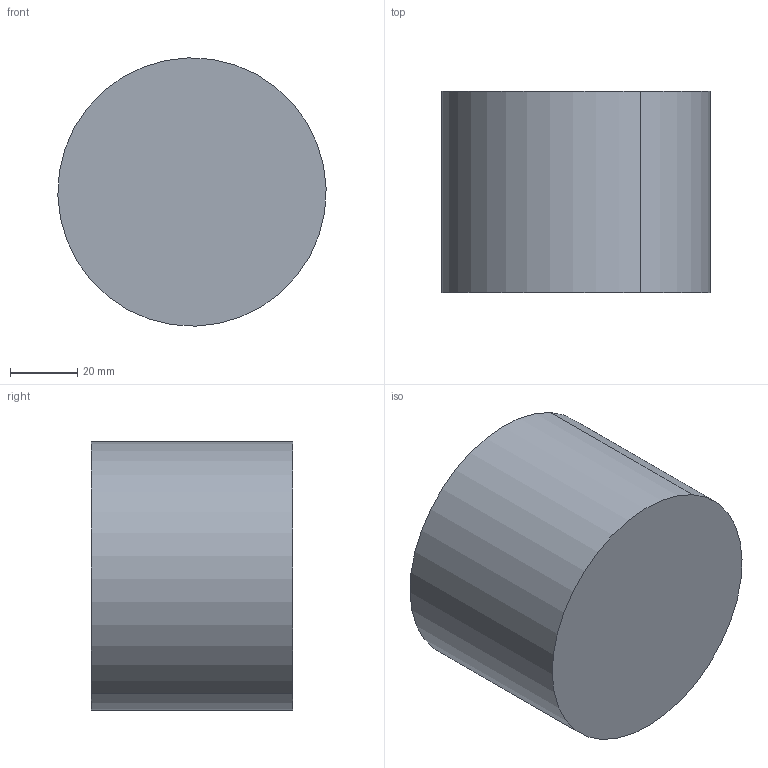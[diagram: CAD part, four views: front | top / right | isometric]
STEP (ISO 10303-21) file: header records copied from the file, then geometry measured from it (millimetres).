
FILE_DESCRIPTION(('CATIA V5 STEP'),'2;1');
FILE_NAME('1-cylinder.stp','2015-02-16T20:15:49+00:00',('none'),('none'),'CATIA Version 5 Release 19 GA (IN-10)','CATIA V5 STEP AP203 Edition 2','none');
FILE_SCHEMA(('AP203_CONFIGURATION_CONTROLLED_3D_DESIGN_OF_MECHANICAL_PARTS_AND_ASSEMBLIES_MIM_LF { 1 0 10303 403 2 1 2}'));
Length unit declared in the file: millimetre
Products named in the file (1): 1-cylinder
Bounding box: 79.98 x 60 x 79.98 mm (x, y, z)
Volume: 301592.9 mm3; surface area: 25132.7 mm2
Topology: 1 solids, 1 shells, 4 faces, 6 edges, 4 vertices
Faces by surface type: cylinder 2, plane 2
Entity records: 112 total; most frequent: CARTESIAN_POINT 14, DIRECTION 12, ORIENTED_EDGE 12, AXIS2_PLACEMENT_3D 8, EDGE_CURVE 6, ADVANCED_FACE 4, CIRCLE 4, VERTEX_POINT 4
